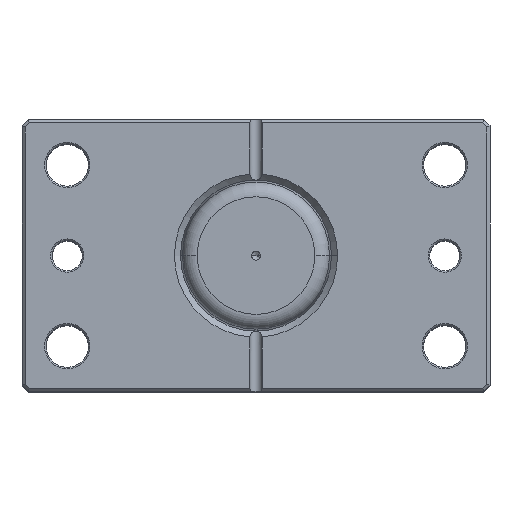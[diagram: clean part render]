
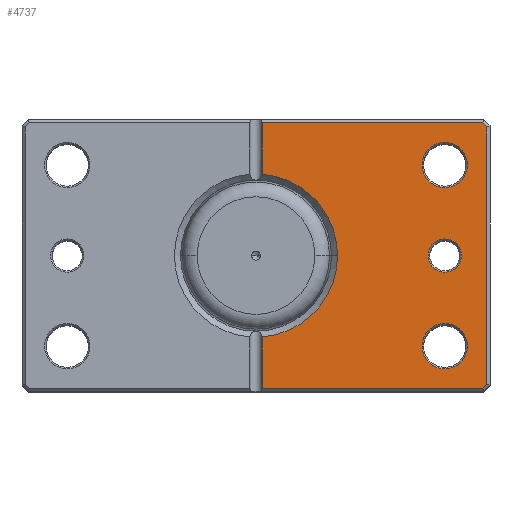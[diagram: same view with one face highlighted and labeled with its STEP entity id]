
A CAD part, top view. The second image highlights one B-rep face of the part: STEP entity #4737.
In plain terms, the highlighted face is planar.
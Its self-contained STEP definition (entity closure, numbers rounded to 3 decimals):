
#16 = CARTESIAN_POINT ( 'NONE',  ( -59.543, -59.543, 0. ) ) ;
#108 = DIRECTION ( 'NONE',  ( 0., 0., 1. ) ) ;
#198 = VECTOR ( 'NONE', #5360, 1000. ) ;
#246 = FACE_OUTER_BOUND ( 'NONE', #1725, .T. ) ;
#262 = LINE ( 'NONE', #6270, #1208 ) ;
#317 = EDGE_CURVE ( 'NONE', #2791, #856, #3142, .T. ) ;
#349 = DIRECTION ( 'NONE',  ( 1., 0., 0. ) ) ;
#387 = CARTESIAN_POINT ( 'NONE',  ( -62.5, -30., 0. ) ) ;
#411 = FACE_BOUND ( 'NONE', #2561, .T. ) ;
#505 = ORIENTED_EDGE ( 'NONE', *, *, #667, .T. ) ;
#579 = AXIS2_PLACEMENT_3D ( 'NONE', #1118, #4851, #1667 ) ;
#588 = CARTESIAN_POINT ( 'NONE',  ( -62.5, 30., 0. ) ) ;
#667 = EDGE_CURVE ( 'NONE', #1950, #3727, #1134, .T. ) ;
#671 = VERTEX_POINT ( 'NONE', #6295 ) ;
#781 = EDGE_LOOP ( 'NONE', ( #3145, #2174 ) ) ;
#825 = CARTESIAN_POINT ( 'NONE',  ( -76.5, -42.586, 0. ) ) ;
#827 = ORIENTED_EDGE ( 'NONE', *, *, #1712, .T. ) ;
#839 = CARTESIAN_POINT ( 'NONE',  ( 0., 44., 0. ) ) ;
#844 = CARTESIAN_POINT ( 'NONE',  ( -2., 44., 0. ) ) ;
#856 = VERTEX_POINT ( 'NONE', #2169 ) ;
#1023 = EDGE_CURVE ( 'NONE', #3047, #5768, #4465, .T. ) ;
#1037 = DIRECTION ( 'NONE',  ( -1., 0., 0. ) ) ;
#1087 = VERTEX_POINT ( 'NONE', #4369 ) ;
#1094 = EDGE_CURVE ( 'NONE', #4285, #2571, #4991, .T. ) ;
#1118 = CARTESIAN_POINT ( 'NONE',  ( -62.5, 0., 0. ) ) ;
#1122 = LINE ( 'NONE', #4036, #3623 ) ;
#1134 = CIRCLE ( 'NONE', #4686, 27. ) ;
#1151 = DIRECTION ( 'NONE',  ( 1., 0., 0. ) ) ;
#1159 = AXIS2_PLACEMENT_3D ( 'NONE', #3207, #1661, #3747 ) ;
#1208 = VECTOR ( 'NONE', #3618, 1000. ) ;
#1225 = ORIENTED_EDGE ( 'NONE', *, *, #3299, .T. ) ;
#1306 = CARTESIAN_POINT ( 'NONE',  ( 0., 0., 0. ) ) ;
#1345 = ORIENTED_EDGE ( 'NONE', *, *, #2616, .T. ) ;
#1521 = AXIS2_PLACEMENT_3D ( 'NONE', #2438, #6155, #2966 ) ;
#1661 = DIRECTION ( 'NONE',  ( 0., 0., 1. ) ) ;
#1667 = DIRECTION ( 'NONE',  ( 1., 0., 0. ) ) ;
#1692 = FACE_BOUND ( 'NONE', #781, .T. ) ;
#1712 = EDGE_CURVE ( 'NONE', #5768, #6039, #6650, .T. ) ;
#1725 = EDGE_LOOP ( 'NONE', ( #1225, #505, #1345, #6008, #1873, #5520, #827, #5544, #3038 ) ) ;
#1733 = CARTESIAN_POINT ( 'NONE',  ( -76.5, 42.586, 0. ) ) ;
#1873 = ORIENTED_EDGE ( 'NONE', *, *, #4121, .T. ) ;
#1896 = CARTESIAN_POINT ( 'NONE',  ( -75.086, 44., 0. ) ) ;
#1950 = VERTEX_POINT ( 'NONE', #2676 ) ;
#2011 = EDGE_CURVE ( 'NONE', #671, #1087, #3554, .T. ) ;
#2030 = DIRECTION ( 'NONE',  ( 0., 0., 1. ) ) ;
#2069 = CARTESIAN_POINT ( 'NONE',  ( -62.5, 30., 0. ) ) ;
#2169 = CARTESIAN_POINT ( 'NONE',  ( -70., -30., 0. ) ) ;
#2174 = ORIENTED_EDGE ( 'NONE', *, *, #2011, .T. ) ;
#2252 = VECTOR ( 'NONE', #6124, 1000. ) ;
#2438 = CARTESIAN_POINT ( 'NONE',  ( 0., 0., 0. ) ) ;
#2498 = CARTESIAN_POINT ( 'NONE',  ( -27., 0., 0. ) ) ;
#2521 = DIRECTION ( 'NONE',  ( 0., 0., 1. ) ) ;
#2538 = VERTEX_POINT ( 'NONE', #6524 ) ;
#2561 = EDGE_LOOP ( 'NONE', ( #5713, #6055 ) ) ;
#2571 = VERTEX_POINT ( 'NONE', #2815 ) ;
#2596 = DIRECTION ( 'NONE',  ( 1., 0., 0. ) ) ;
#2616 = EDGE_CURVE ( 'NONE', #3727, #3895, #6799, .T. ) ;
#2676 = CARTESIAN_POINT ( 'NONE',  ( -2., 26.926, 0. ) ) ;
#2682 = VECTOR ( 'NONE', #5653, 1000. ) ;
#2791 = VERTEX_POINT ( 'NONE', #3749 ) ;
#2794 = VECTOR ( 'NONE', #3586, 1000. ) ;
#2815 = CARTESIAN_POINT ( 'NONE',  ( -57., 0., 0. ) ) ;
#2911 = DIRECTION ( 'NONE',  ( 0., 0., 1. ) ) ;
#2966 = DIRECTION ( 'NONE',  ( 1., 0., 0. ) ) ;
#3038 = ORIENTED_EDGE ( 'NONE', *, *, #5529, .T. ) ;
#3047 = VERTEX_POINT ( 'NONE', #3891 ) ;
#3054 = CARTESIAN_POINT ( 'NONE',  ( -2., 45., 0. ) ) ;
#3142 = CIRCLE ( 'NONE', #5659, 7.5 ) ;
#3145 = ORIENTED_EDGE ( 'NONE', *, *, #3846, .T. ) ;
#3167 = AXIS2_PLACEMENT_3D ( 'NONE', #1306, #2911, #6652 ) ;
#3190 = EDGE_CURVE ( 'NONE', #3895, #2538, #1122, .T. ) ;
#3207 = CARTESIAN_POINT ( 'NONE',  ( -62.5, -30., 0. ) ) ;
#3299 = EDGE_CURVE ( 'NONE', #6498, #1950, #4216, .T. ) ;
#3318 = CARTESIAN_POINT ( 'NONE',  ( -62.5, 0., 0. ) ) ;
#3364 = EDGE_CURVE ( 'NONE', #6039, #6458, #262, .T. ) ;
#3551 = AXIS2_PLACEMENT_3D ( 'NONE', #588, #4349, #1151 ) ;
#3554 = CIRCLE ( 'NONE', #3551, 7.5 ) ;
#3586 = DIRECTION ( 'NONE',  ( 0., -1., 0. ) ) ;
#3618 = DIRECTION ( 'NONE',  ( 0.707, 0.707, 0. ) ) ;
#3623 = VECTOR ( 'NONE', #6153, 1000. ) ;
#3727 = VERTEX_POINT ( 'NONE', #2498 ) ;
#3747 = DIRECTION ( 'NONE',  ( 1., 0., 0. ) ) ;
#3749 = CARTESIAN_POINT ( 'NONE',  ( -55., -30., 0. ) ) ;
#3765 = ORIENTED_EDGE ( 'NONE', *, *, #4535, .T. ) ;
#3846 = EDGE_CURVE ( 'NONE', #1087, #671, #4205, .T. ) ;
#3855 = DIRECTION ( 'NONE',  ( 1., 0., 0. ) ) ;
#3891 = CARTESIAN_POINT ( 'NONE',  ( -75.086, -44., 0. ) ) ;
#3894 = CARTESIAN_POINT ( 'NONE',  ( -68., 0., 0. ) ) ;
#3895 = VERTEX_POINT ( 'NONE', #4200 ) ;
#4036 = CARTESIAN_POINT ( 'NONE',  ( -2., 45., 0. ) ) ;
#4086 = LINE ( 'NONE', #839, #2682 ) ;
#4121 = EDGE_CURVE ( 'NONE', #2538, #3047, #6619, .T. ) ;
#4123 = ORIENTED_EDGE ( 'NONE', *, *, #317, .T. ) ;
#4200 = CARTESIAN_POINT ( 'NONE',  ( -2., -26.926, 0. ) ) ;
#4205 = CIRCLE ( 'NONE', #6355, 7.5 ) ;
#4215 = EDGE_LOOP ( 'NONE', ( #3765, #4123 ) ) ;
#4216 = LINE ( 'NONE', #3054, #2794 ) ;
#4285 = VERTEX_POINT ( 'NONE', #3894 ) ;
#4349 = DIRECTION ( 'NONE',  ( 0., 0., 1. ) ) ;
#4369 = CARTESIAN_POINT ( 'NONE',  ( -70., 30., 0. ) ) ;
#4465 = LINE ( 'NONE', #16, #198 ) ;
#4516 = FACE_BOUND ( 'NONE', #4215, .T. ) ;
#4519 = CARTESIAN_POINT ( 'NONE',  ( -76.5, 0., 0. ) ) ;
#4535 = EDGE_CURVE ( 'NONE', #856, #2791, #4605, .T. ) ;
#4605 = CIRCLE ( 'NONE', #1159, 7.5 ) ;
#4686 = AXIS2_PLACEMENT_3D ( 'NONE', #5709, #2521, #349 ) ;
#4737 = ADVANCED_FACE ( 'NONE', ( #411, #4516, #1692, #246 ), #6106, .F. ) ;
#4851 = DIRECTION ( 'NONE',  ( 0., 0., 1. ) ) ;
#4991 = CIRCLE ( 'NONE', #6596, 5.5 ) ;
#5360 = DIRECTION ( 'NONE',  ( -0.707, 0.707, 0. ) ) ;
#5502 = CIRCLE ( 'NONE', #579, 5.5 ) ;
#5520 = ORIENTED_EDGE ( 'NONE', *, *, #1023, .T. ) ;
#5529 = EDGE_CURVE ( 'NONE', #6458, #6498, #4086, .T. ) ;
#5544 = ORIENTED_EDGE ( 'NONE', *, *, #3364, .T. ) ;
#5653 = DIRECTION ( 'NONE',  ( 1., 0., 0. ) ) ;
#5659 = AXIS2_PLACEMENT_3D ( 'NONE', #387, #2030, #6232 ) ;
#5709 = CARTESIAN_POINT ( 'NONE',  ( 0., 0., 0. ) ) ;
#5713 = ORIENTED_EDGE ( 'NONE', *, *, #1094, .T. ) ;
#5768 = VERTEX_POINT ( 'NONE', #825 ) ;
#5785 = DIRECTION ( 'NONE',  ( 0., 0., 1. ) ) ;
#5829 = CARTESIAN_POINT ( 'NONE',  ( 0., -44., 0. ) ) ;
#5904 = EDGE_CURVE ( 'NONE', #2571, #4285, #5502, .T. ) ;
#6008 = ORIENTED_EDGE ( 'NONE', *, *, #3190, .T. ) ;
#6039 = VERTEX_POINT ( 'NONE', #1733 ) ;
#6055 = ORIENTED_EDGE ( 'NONE', *, *, #5904, .T. ) ;
#6106 = PLANE ( 'NONE',  #3167 ) ;
#6124 = DIRECTION ( 'NONE',  ( 0., 1., 0. ) ) ;
#6153 = DIRECTION ( 'NONE',  ( 0., -1., 0. ) ) ;
#6155 = DIRECTION ( 'NONE',  ( 0., 0., 1. ) ) ;
#6232 = DIRECTION ( 'NONE',  ( 1., 0., 0. ) ) ;
#6270 = CARTESIAN_POINT ( 'NONE',  ( -59.543, 59.543, 0. ) ) ;
#6295 = CARTESIAN_POINT ( 'NONE',  ( -55., 30., 0. ) ) ;
#6355 = AXIS2_PLACEMENT_3D ( 'NONE', #2069, #5785, #2596 ) ;
#6457 = VECTOR ( 'NONE', #1037, 1000. ) ;
#6458 = VERTEX_POINT ( 'NONE', #1896 ) ;
#6498 = VERTEX_POINT ( 'NONE', #844 ) ;
#6524 = CARTESIAN_POINT ( 'NONE',  ( -2., -44., 0. ) ) ;
#6596 = AXIS2_PLACEMENT_3D ( 'NONE', #3318, #108, #3855 ) ;
#6619 = LINE ( 'NONE', #5829, #6457 ) ;
#6650 = LINE ( 'NONE', #4519, #2252 ) ;
#6652 = DIRECTION ( 'NONE',  ( 1., 0., 0. ) ) ;
#6799 = CIRCLE ( 'NONE', #1521, 27. ) ;
